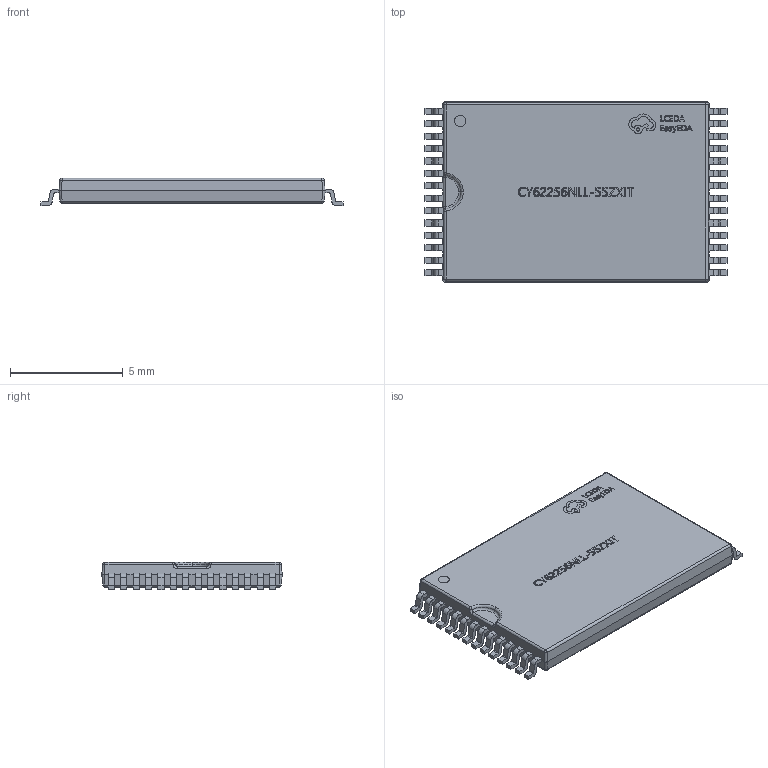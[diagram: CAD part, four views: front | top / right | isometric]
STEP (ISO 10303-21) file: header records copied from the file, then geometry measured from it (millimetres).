
FILE_DESCRIPTION (( 'STEP AP214' ), '1' );
FILE_NAME ('TSOP-28_L11.8-W8.0-P0.55-LS13.4-B.step', '2022-07-26T10:39:01', ( '' ), ( '' ), 'SwSTEP 2.0', 'SolidWorks 2020', '' );
FILE_SCHEMA (( 'AUTOMOTIVE_DESIGN' ));
Length unit declared in the file: millimetre
Products named in the file (1): TSOP-28_L11.8-W8.0-P0.55-LS13.4-B
Bounding box: 13.4 x 8 x 1.22 mm (x, y, z)
Volume: 104 mm3; surface area: 256.8 mm2
Topology: 14 solids, 14 shells, 911 faces, 2527 edges, 1671 vertices
Faces by surface type: plane 572, bspline 193, cylinder 132, sphere 10, torus 4
Entity records: 44241 total; most frequent: CARTESIAN_POINT 11827, ORIENTED_EDGE 5054, DIRECTION 3839, EDGE_CURVE 2527, LINE 1865, VECTOR 1865, VERTEX_POINT 1671, AXIS2_PLACEMENT_3D 987
